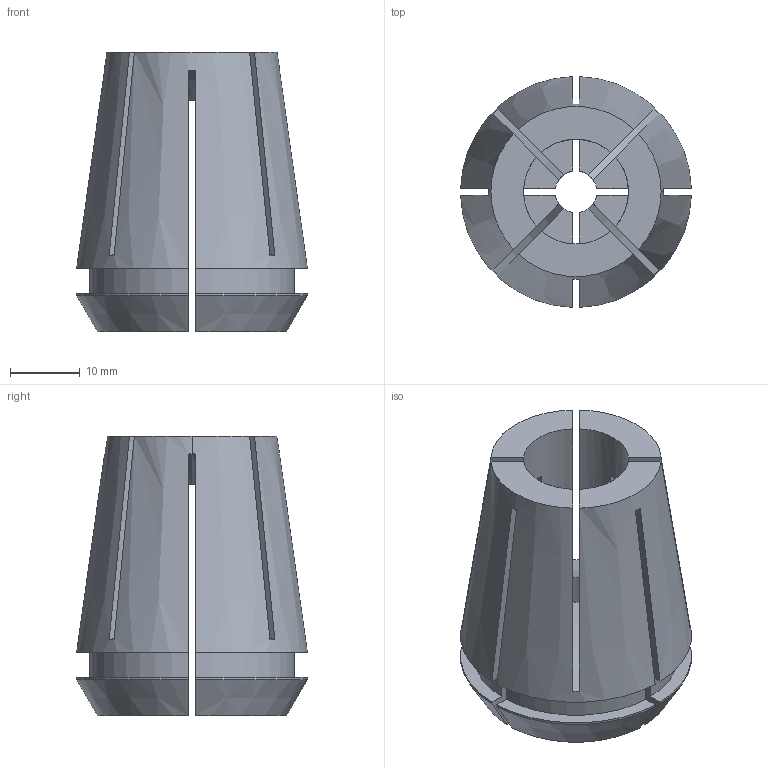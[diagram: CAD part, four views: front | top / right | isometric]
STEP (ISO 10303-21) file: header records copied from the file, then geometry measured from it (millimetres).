
FILE_DESCRIPTION (( 'STEP AP203' ), '1' );
FILE_NAME ('STP-08332-06.STEP', '2017-03-31T07:11:17', ( 'user' ), ( '' ), 'SwSTEP 2.0', 'SolidWorks 2015', '' );
FILE_SCHEMA (( 'CONFIG_CONTROL_DESIGN' ));
Length unit declared in the file: millimetre
Products named in the file (1): STP-08332-06
Bounding box: 32.99 x 32.99 x 40 mm (x, y, z)
Volume: 20695 mm3; surface area: 10525.5 mm2
Topology: 1 solids, 1 shells, 71 faces, 213 edges, 142 vertices
Faces by surface type: plane 40, cylinder 25, cone 6
Entity records: 2574 total; most frequent: CARTESIAN_POINT 588, ORIENTED_EDGE 426, DIRECTION 385, EDGE_CURVE 213, AXIS2_PLACEMENT_3D 143, VERTEX_POINT 142, VECTOR 99, LINE 99
